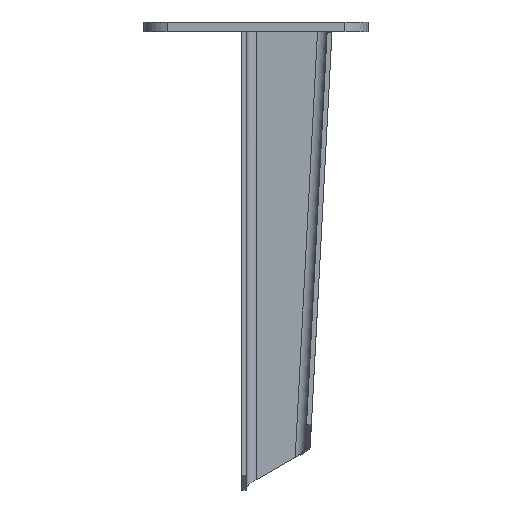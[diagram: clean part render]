
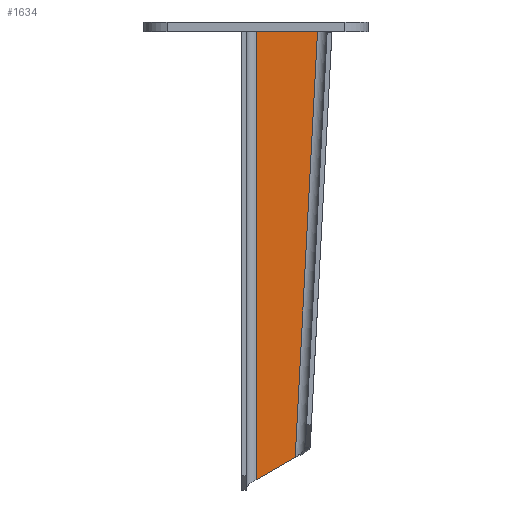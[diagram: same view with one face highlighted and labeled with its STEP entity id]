
A CAD part, left-side view. The second image highlights one B-rep face of the part: STEP entity #1634.
In plain terms, the highlighted planar face has unit normal (-1, 0, 0).
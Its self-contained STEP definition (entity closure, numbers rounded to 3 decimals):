
#165 = EDGE_CURVE ( 'NONE', #1105, #1367, #820, .T. ) ;
#217 = CARTESIAN_POINT ( 'NONE',  ( 13.003, -31.486, 0. ) ) ;
#273 = CARTESIAN_POINT ( 'NONE',  ( 13.003, 24.82, 0. ) ) ;
#293 = DIRECTION ( 'NONE',  ( 0., -1., 0. ) ) ;
#374 = PLANE ( 'NONE',  #1094 ) ;
#448 = FACE_OUTER_BOUND ( 'NONE', #1512, .T. ) ;
#521 = EDGE_CURVE ( 'NONE', #1255, #1856, #746, .T. ) ;
#571 = DIRECTION ( 'NONE',  ( -1., 0., 0. ) ) ;
#581 = DIRECTION ( 'NONE',  ( 0., 0., 1. ) ) ;
#584 = EDGE_CURVE ( 'NONE', #1367, #1856, #839, .T. ) ;
#718 = EDGE_CURVE ( 'NONE', #1255, #1105, #944, .T. ) ;
#732 = CARTESIAN_POINT ( 'NONE',  ( 13.003, -6., -185.774 ) ) ;
#746 = LINE ( 'NONE', #959, #830 ) ;
#805 = DIRECTION ( 'NONE',  ( 0., 0.866, -0.5 ) ) ;
#820 = LINE ( 'NONE', #1434, #880 ) ;
#830 = VECTOR ( 'NONE', #919, 1000. ) ;
#839 = LINE ( 'NONE', #845, #894 ) ;
#845 = CARTESIAN_POINT ( 'NONE',  ( 13.003, 1.32, -190. ) ) ;
#880 = VECTOR ( 'NONE', #935, 1000. ) ;
#894 = VECTOR ( 'NONE', #805, 1000. ) ;
#919 = DIRECTION ( 'NONE',  ( 0., 0., -1. ) ) ;
#931 = CARTESIAN_POINT ( 'NONE',  ( 13.003, -6., 0. ) ) ;
#935 = DIRECTION ( 'NONE',  ( 0., 0.052, -0.999 ) ) ;
#944 = LINE ( 'NONE', #1003, #958 ) ;
#958 = VECTOR ( 'NONE', #293, 1000. ) ;
#959 = CARTESIAN_POINT ( 'NONE',  ( 13.003, -6., 0. ) ) ;
#1003 = CARTESIAN_POINT ( 'NONE',  ( 13.003, -32.68, 0. ) ) ;
#1030 = CARTESIAN_POINT ( 'NONE',  ( 13.003, -22.241, -176.397 ) ) ;
#1094 = AXIS2_PLACEMENT_3D ( 'NONE', #273, #571, #581 ) ;
#1098 = ORIENTED_EDGE ( 'NONE', *, *, #165, .F. ) ;
#1105 = VERTEX_POINT ( 'NONE', #217 ) ;
#1199 = ORIENTED_EDGE ( 'NONE', *, *, #718, .F. ) ;
#1255 = VERTEX_POINT ( 'NONE', #931 ) ;
#1367 = VERTEX_POINT ( 'NONE', #1030 ) ;
#1434 = CARTESIAN_POINT ( 'NONE',  ( 13.003, -31.332, -2.943 ) ) ;
#1512 = EDGE_LOOP ( 'NONE', ( #1098, #1199, #1864, #1790 ) ) ;
#1634 = ADVANCED_FACE ( 'NONE', ( #448 ), #374, .T. ) ;
#1790 = ORIENTED_EDGE ( 'NONE', *, *, #584, .F. ) ;
#1856 = VERTEX_POINT ( 'NONE', #732 ) ;
#1864 = ORIENTED_EDGE ( 'NONE', *, *, #521, .T. ) ;
